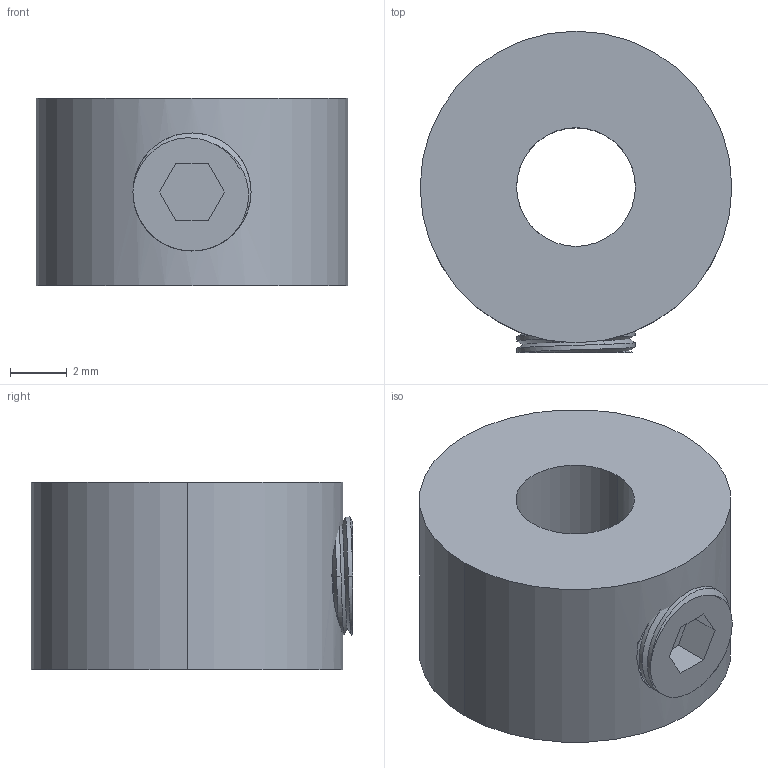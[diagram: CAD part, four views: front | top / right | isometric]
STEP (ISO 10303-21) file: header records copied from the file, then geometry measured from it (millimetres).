
FILE_DESCRIPTION (( 'STEP AP203' ), '1' );
FILE_NAME ('SHAFT-COLLAR.STEP', '2007-08-28T15:36:06', ( 'Innovation First, Inc.' ), ( 'Innovation First, Inc.' ), 'SwSTEP 2.0', 'SolidWorks 2006052', '' );
FILE_SCHEMA (( 'CONFIG_CONTROL_DESIGN' ));
Length unit declared in the file: inch
Products named in the file (1): SHAFT-COLLAR
Bounding box: 11 x 11.34 x 6.6 mm (x, y, z)
Volume: 532.9 mm3; surface area: 632.5 mm2
Topology: 2 solids, 2 shells, 71 faces, 185 edges, 121 vertices
Faces by surface type: cylinder 37, bspline 21, plane 13
Entity records: 6413 total; most frequent: CARTESIAN_POINT 4873, ORIENTED_EDGE 370, EDGE_CURVE 185, DIRECTION 180, VERTEX_POINT 121, B_SPLINE_CURVE_WITH_KNOTS 120, EDGE_LOOP 78, FACE_OUTER_BOUND 71
